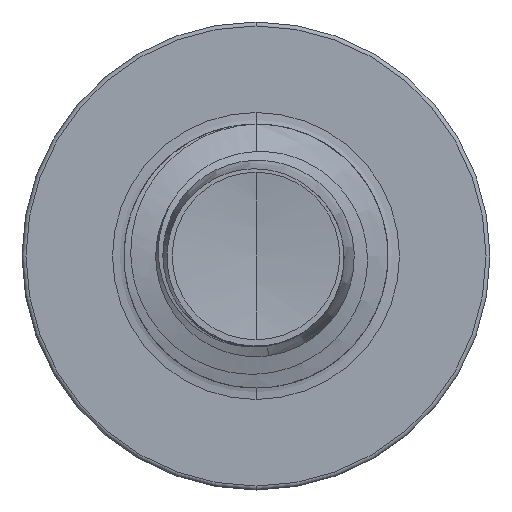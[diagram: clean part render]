
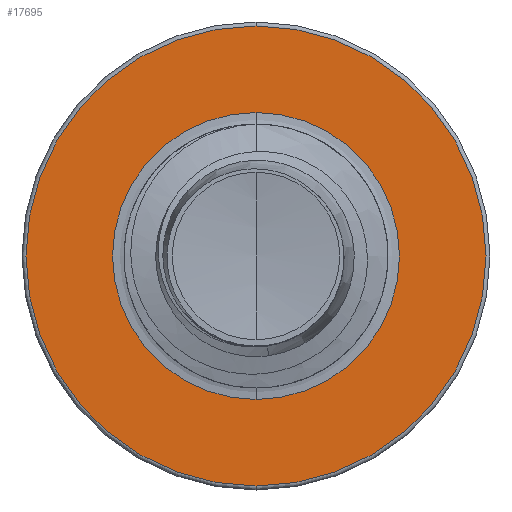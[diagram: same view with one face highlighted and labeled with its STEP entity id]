
A CAD part, front view. The second image highlights one B-rep face of the part: STEP entity #17695.
In plain terms, the highlighted planar face has unit normal (0, -1, 0).
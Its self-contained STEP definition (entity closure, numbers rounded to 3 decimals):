
#502 = DIRECTION ( 'NONE',  ( 0., 1., 0. ) ) ;
#1120 = CARTESIAN_POINT ( 'NONE',  ( 0., 10., 0. ) ) ;
#1858 = VERTEX_POINT ( 'NONE', #9598 ) ;
#2993 = CIRCLE ( 'NONE', #8066, 1.917 ) ;
#3019 = CARTESIAN_POINT ( 'NONE',  ( 0., 10., 1.196 ) ) ;
#3294 = ORIENTED_EDGE ( 'NONE', *, *, #24946, .T. ) ;
#3999 = DIRECTION ( 'NONE',  ( 0., 0., 1. ) ) ;
#4925 = DIRECTION ( 'NONE',  ( 0., 1., 0. ) ) ;
#8066 = AXIS2_PLACEMENT_3D ( 'NONE', #24345, #8488, #26807 ) ;
#8488 = DIRECTION ( 'NONE',  ( 0., 1., 0. ) ) ;
#9598 = CARTESIAN_POINT ( 'NONE',  ( 0., 10., -1.917 ) ) ;
#10536 = CARTESIAN_POINT ( 'NONE',  ( 0., 10., 0. ) ) ;
#12712 = EDGE_LOOP ( 'NONE', ( #3294, #19523 ) ) ;
#12980 = CARTESIAN_POINT ( 'NONE',  ( 0., 10., -1.196 ) ) ;
#13247 = DIRECTION ( 'NONE',  ( 0., 0., 1. ) ) ;
#13563 = EDGE_CURVE ( 'NONE', #25159, #1858, #32960, .T. ) ;
#14027 = VERTEX_POINT ( 'NONE', #19534 ) ;
#14324 = EDGE_LOOP ( 'NONE', ( #30360, #20920 ) ) ;
#15811 = PLANE ( 'NONE',  #23472 ) ;
#16247 = CIRCLE ( 'NONE', #16703, 1.196 ) ;
#16278 = EDGE_CURVE ( 'NONE', #1858, #25159, #2993, .T. ) ;
#16703 = AXIS2_PLACEMENT_3D ( 'NONE', #17060, #502, #19796 ) ;
#17060 = CARTESIAN_POINT ( 'NONE',  ( 0., 10., 0. ) ) ;
#17695 = ADVANCED_FACE ( 'NONE', ( #24814, #18008 ), #15811, .F. ) ;
#18008 = FACE_BOUND ( 'NONE', #12712, .T. ) ;
#18123 = CARTESIAN_POINT ( 'NONE',  ( 0., 10., 1.917 ) ) ;
#19523 = ORIENTED_EDGE ( 'NONE', *, *, #29240, .T. ) ;
#19534 = CARTESIAN_POINT ( 'NONE',  ( 0., 10., -1.196 ) ) ;
#19796 = DIRECTION ( 'NONE',  ( 0., 0., 1. ) ) ;
#20368 = DIRECTION ( 'NONE',  ( 0., 1., 0. ) ) ;
#20920 = ORIENTED_EDGE ( 'NONE', *, *, #16278, .F. ) ;
#22094 = CIRCLE ( 'NONE', #29390, 1.196 ) ;
#23472 = AXIS2_PLACEMENT_3D ( 'NONE', #12980, #4925, #23673 ) ;
#23673 = DIRECTION ( 'NONE',  ( 0., 0., 1. ) ) ;
#24345 = CARTESIAN_POINT ( 'NONE',  ( 0., 10., 0. ) ) ;
#24814 = FACE_OUTER_BOUND ( 'NONE', #14324, .T. ) ;
#24946 = EDGE_CURVE ( 'NONE', #30648, #14027, #22094, .T. ) ;
#25159 = VERTEX_POINT ( 'NONE', #18123 ) ;
#25922 = AXIS2_PLACEMENT_3D ( 'NONE', #10536, #28657, #13247 ) ;
#26807 = DIRECTION ( 'NONE',  ( 0., 0., 1. ) ) ;
#28657 = DIRECTION ( 'NONE',  ( 0., 1., 0. ) ) ;
#29240 = EDGE_CURVE ( 'NONE', #14027, #30648, #16247, .T. ) ;
#29390 = AXIS2_PLACEMENT_3D ( 'NONE', #1120, #20368, #3999 ) ;
#30360 = ORIENTED_EDGE ( 'NONE', *, *, #13563, .F. ) ;
#30648 = VERTEX_POINT ( 'NONE', #3019 ) ;
#32960 = CIRCLE ( 'NONE', #25922, 1.917 ) ;
